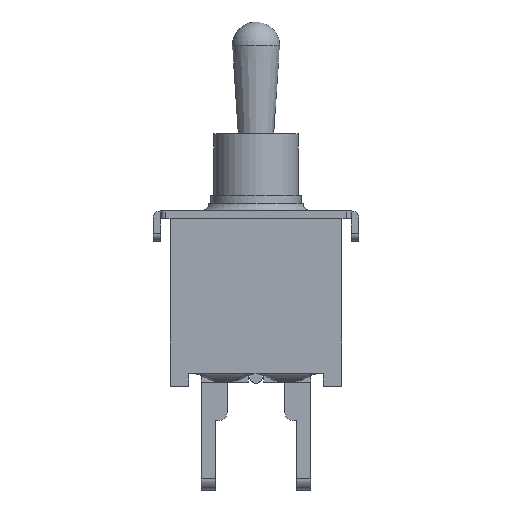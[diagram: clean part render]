
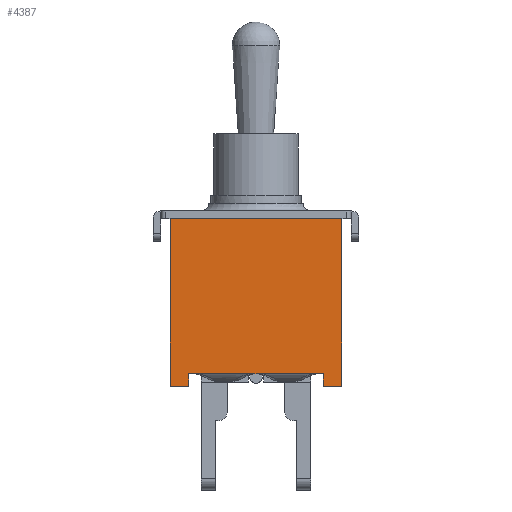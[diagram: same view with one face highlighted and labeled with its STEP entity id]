
A CAD part, left-side view. The second image highlights one B-rep face of the part: STEP entity #4387.
In plain terms, the highlighted planar face has unit normal (-1, 0, 0).
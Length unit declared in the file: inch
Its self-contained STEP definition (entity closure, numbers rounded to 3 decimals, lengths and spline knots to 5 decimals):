
#182=PLANE('',#4750);
#540=LINE('',#8130,#958);
#582=LINE('',#8256,#1000);
#587=LINE('',#8266,#1005);
#592=LINE('',#8275,#1010);
#595=LINE('',#8280,#1013);
#597=LINE('',#8283,#1015);
#599=LINE('',#8288,#1017);
#601=LINE('',#8291,#1019);
#958=VECTOR('',#5690,0.3937);
#1000=VECTOR('',#5818,0.3937);
#1005=VECTOR('',#5825,0.3937);
#1010=VECTOR('',#5834,0.3937);
#1013=VECTOR('',#5839,0.3937);
#1015=VECTOR('',#5843,0.3937);
#1017=VECTOR('',#5849,0.3937);
#1019=VECTOR('',#5853,0.3937);
#1433=FACE_OUTER_BOUND('',#1672,.T.);
#1672=EDGE_LOOP('',(#4135,#4136,#4137,#4138,#4139,#4140,#4141,#4142));
#2048=VERTEX_POINT('',#7709);
#2056=VERTEX_POINT('',#7725);
#2190=VERTEX_POINT('',#8253);
#2191=VERTEX_POINT('',#8255);
#2192=VERTEX_POINT('',#8259);
#2195=VERTEX_POINT('',#8264);
#2198=VERTEX_POINT('',#8278);
#2199=VERTEX_POINT('',#8286);
#2769=EDGE_CURVE('',#2056,#2048,#540,.T.);
#2829=EDGE_CURVE('',#2191,#2190,#582,.T.);
#2834=EDGE_CURVE('',#2192,#2195,#587,.T.);
#2839=EDGE_CURVE('',#2190,#2192,#592,.T.);
#2842=EDGE_CURVE('',#2198,#2048,#595,.T.);
#2844=EDGE_CURVE('',#2191,#2198,#597,.T.);
#2846=EDGE_CURVE('',#2199,#2195,#599,.T.);
#2848=EDGE_CURVE('',#2199,#2056,#601,.T.);
#4135=ORIENTED_EDGE('',*,*,#2834,.T.);
#4136=ORIENTED_EDGE('',*,*,#2846,.F.);
#4137=ORIENTED_EDGE('',*,*,#2848,.T.);
#4138=ORIENTED_EDGE('',*,*,#2769,.T.);
#4139=ORIENTED_EDGE('',*,*,#2842,.F.);
#4140=ORIENTED_EDGE('',*,*,#2844,.F.);
#4141=ORIENTED_EDGE('',*,*,#2829,.T.);
#4142=ORIENTED_EDGE('',*,*,#2839,.T.);
#4387=ADVANCED_FACE('',(#1433),#182,.T.);
#4750=AXIS2_PLACEMENT_3D('',#8292,#5854,#5855);
#5690=DIRECTION('',(0.,1.,0.));
#5818=DIRECTION('',(0.,0.,1.));
#5825=DIRECTION('',(0.,0.,-1.));
#5834=DIRECTION('',(0.,-1.,0.));
#5839=DIRECTION('',(0.,0.,1.));
#5843=DIRECTION('',(0.,1.,0.));
#5849=DIRECTION('',(0.,1.,0.));
#5853=DIRECTION('',(0.,0.,1.));
#5854=DIRECTION('center_axis',(-1.,0.,0.));
#5855=DIRECTION('ref_axis',(0.,0.,1.));
#7709=CARTESIAN_POINT('',(-0.16004,0.17992,0.35039));
#7725=CARTESIAN_POINT('',(-0.16004,-0.17992,0.35039));
#8130=CARTESIAN_POINT('',(-0.16004,-0.17992,0.35039));
#8253=CARTESIAN_POINT('',(-0.16004,0.14055,0.02559));
#8255=CARTESIAN_POINT('',(-0.16004,0.14055,0.));
#8256=CARTESIAN_POINT('',(-0.16004,0.14055,0.));
#8259=CARTESIAN_POINT('',(-0.16004,-0.14055,0.02559));
#8264=CARTESIAN_POINT('',(-0.16004,-0.14055,0.));
#8266=CARTESIAN_POINT('',(-0.16004,-0.14055,0.));
#8275=CARTESIAN_POINT('',(-0.16004,-0.08996,0.02559));
#8278=CARTESIAN_POINT('',(-0.16004,0.17992,0.));
#8280=CARTESIAN_POINT('',(-0.16004,0.17992,0.));
#8283=CARTESIAN_POINT('',(-0.16004,-0.17992,0.));
#8286=CARTESIAN_POINT('',(-0.16004,-0.17992,0.));
#8288=CARTESIAN_POINT('',(-0.16004,-0.17992,0.));
#8291=CARTESIAN_POINT('',(-0.16004,-0.17992,0.));
#8292=CARTESIAN_POINT('Origin',(-0.16004,-0.17992,0.));
